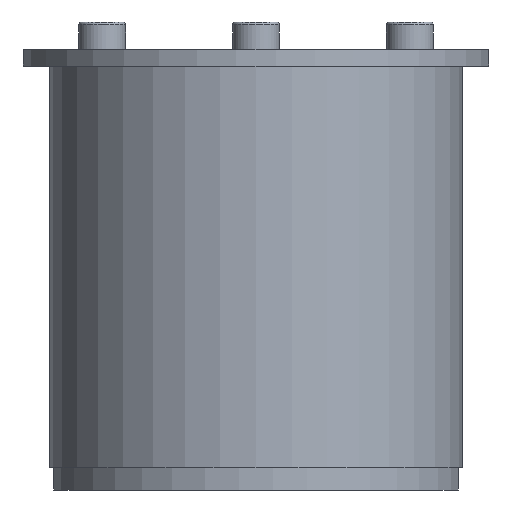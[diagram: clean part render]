
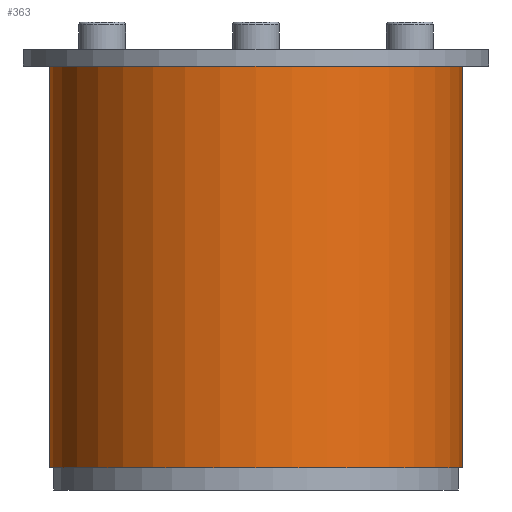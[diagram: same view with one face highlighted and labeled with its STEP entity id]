
A CAD part, front view. The second image highlights one B-rep face of the part: STEP entity #363.
In plain terms, the highlighted cylindrical face has radius 37.5 mm (diameter 75 mm), a partial arc.
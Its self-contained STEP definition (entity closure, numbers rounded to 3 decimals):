
#162=CARTESIAN_POINT('',(-37.5,0.,-36.5));
#163=VERTEX_POINT('',#162);
#170=CARTESIAN_POINT('',(37.5,0.,-36.5));
#171=VERTEX_POINT('',#170);
#172=CARTESIAN_POINT('',(0.,0.0,-36.5));
#173=DIRECTION('',(0.0,0.0,1.0));
#174=DIRECTION('',(1.,-0.013,0.0));
#175=AXIS2_PLACEMENT_3D('',#172,#173,#174);
#176=CIRCLE('',#175,37.5);
#177=EDGE_CURVE('',#171,#163,#176,.T.);
#259=CARTESIAN_POINT('',(37.5,0.,36.5));
#260=VERTEX_POINT('',#259);
#261=CARTESIAN_POINT('',(37.5,0.,36.5));
#262=DIRECTION('',(0.0,0.0,-1.0));
#263=VECTOR('',#262,73.0);
#264=LINE('',#261,#263);
#265=EDGE_CURVE('',#260,#171,#264,.T.);
#284=CARTESIAN_POINT('',(-37.5,0.,36.5));
#285=VERTEX_POINT('',#284);
#286=CARTESIAN_POINT('',(0.,0.0,36.5));
#287=DIRECTION('',(0.0,0.0,-1.0));
#288=DIRECTION('',(1.,-0.013,0.0));
#289=AXIS2_PLACEMENT_3D('',#286,#287,#288);
#290=CIRCLE('',#289,37.5);
#291=EDGE_CURVE('',#285,#260,#290,.T.);
#343=CARTESIAN_POINT('',(-37.5,0.,-36.5));
#344=DIRECTION('',(0.0,0.0,1.0));
#345=VECTOR('',#344,73.0);
#346=LINE('',#343,#345);
#347=EDGE_CURVE('',#163,#285,#346,.T.);
#352=CARTESIAN_POINT('',(0.,0.0,0.0));
#353=DIRECTION('',(0.0,0.0,1.0));
#354=DIRECTION('',(1.,-0.013,0.0));
#355=AXIS2_PLACEMENT_3D('',#352,#353,#354);
#356=CYLINDRICAL_SURFACE('',#355,37.5);
#357=ORIENTED_EDGE('',*,*,#177,.T.);
#358=ORIENTED_EDGE('',*,*,#347,.T.);
#359=ORIENTED_EDGE('',*,*,#291,.T.);
#360=ORIENTED_EDGE('',*,*,#265,.T.);
#361=EDGE_LOOP('',(#357,#358,#359,#360));
#362=FACE_OUTER_BOUND('',#361,.T.);
#363=ADVANCED_FACE('',(#362),#356,.T.);
